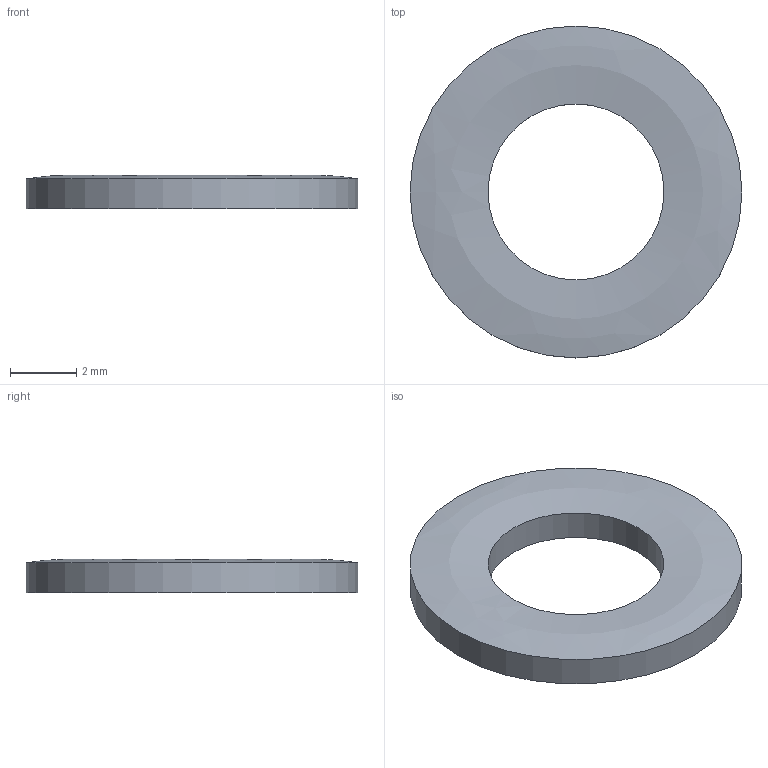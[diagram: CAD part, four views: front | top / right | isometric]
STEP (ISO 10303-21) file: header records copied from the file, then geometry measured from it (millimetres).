
FILE_DESCRIPTION(/* description */ ('STEP AP203'),/* implementation_level */ '2;1');
FILE_NAME(/* name */ '98269A440_M5-Black-Oxide 18-8 Stainless Steel Washer.step',/* time_stamp */ '2026-01-24T03:24:25-05:00',/* author */ (''),/* organization */ (''),/* preprocessor_version */ 'ST-DEVELOPER v20.1',/* originating_system */ 'Autodesk Translation Framework v14.21.0.0',/* authorisation */ '');
FILE_SCHEMA (('AUTOMOTIVE_DESIGN { 1 0 10303 214 3 1 1 }'));
Length unit declared in the file: millimetre
Products named in the file (1): 2026-01-24-08-15-39-567
Bounding box: 10 x 10 x 1 mm (x, y, z)
Volume: 54.6 mm3; surface area: 156.5 mm2
Topology: 1 solids, 1 shells, 4 faces, 7 edges, 4 vertices
Faces by surface type: cylinder 2, bspline 1, plane 1
Full cylindrical faces by diameter (mm): 5.3 x1, 10 x1
Entity records: 159 total; most frequent: CARTESIAN_POINT 42, DIRECTION 20, ORIENTED_EDGE 14, AXIS2_PLACEMENT_3D 9, EDGE_CURVE 7, EDGE_LOOP 5, CIRCLE 5, FACE_OUTER_BOUND 4
